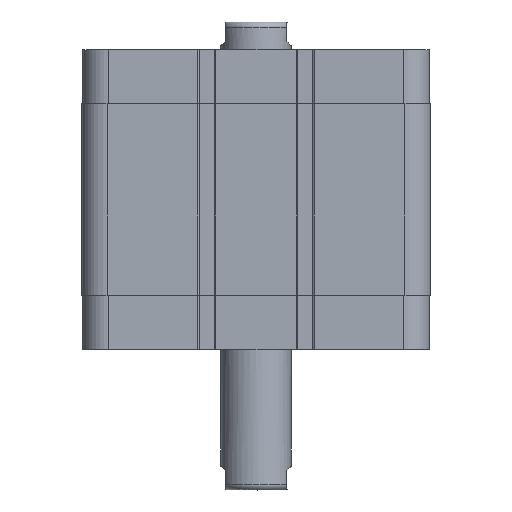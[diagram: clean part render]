
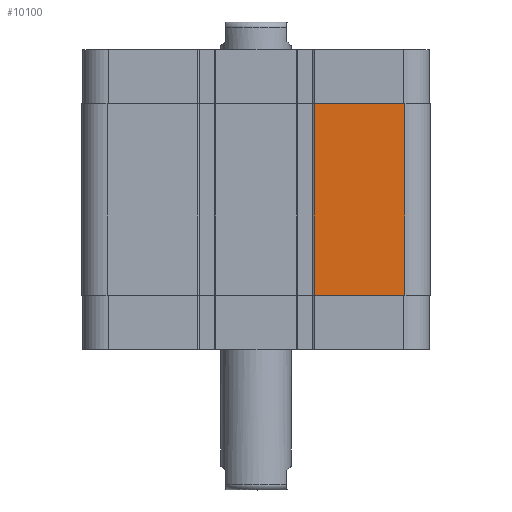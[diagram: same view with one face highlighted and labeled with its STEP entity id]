
A CAD part, top view. The second image highlights one B-rep face of the part: STEP entity #10100.
In plain terms, the highlighted planar face has unit normal (0, 0, 1).
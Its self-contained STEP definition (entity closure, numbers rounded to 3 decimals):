
#6951=CARTESIAN_POINT('',(20.75,34.0,62.));
#6952=VERTEX_POINT('',#6951);
#6960=CARTESIAN_POINT('',(53.,34.0,62.));
#6961=VERTEX_POINT('',#6960);
#6962=CARTESIAN_POINT('',(53.,34.0,62.));
#6963=DIRECTION('',(-1.0,0.0,0.0));
#6964=VECTOR('',#6963,32.25);
#6965=LINE('',#6962,#6964);
#6966=EDGE_CURVE('',#6961,#6952,#6965,.T.);
#9601=CARTESIAN_POINT('',(53.,-34.0,62.));
#9602=VERTEX_POINT('',#9601);
#9610=CARTESIAN_POINT('',(20.75,-34.0,62.));
#9611=VERTEX_POINT('',#9610);
#9612=CARTESIAN_POINT('',(20.75,-34.0,62.));
#9613=DIRECTION('',(1.0,0.0,0.0));
#9614=VECTOR('',#9613,32.25);
#9615=LINE('',#9612,#9614);
#9616=EDGE_CURVE('',#9611,#9602,#9615,.T.);
#10073=CARTESIAN_POINT('',(53.,-34.0,62.));
#10074=DIRECTION('',(0.0,1.0,0.0));
#10075=VECTOR('',#10074,68.0);
#10076=LINE('',#10073,#10075);
#10077=EDGE_CURVE('',#9602,#6961,#10076,.T.);
#10084=CARTESIAN_POINT('',(53.,0.0,62.));
#10085=DIRECTION('',(0.0,0.0,1.0));
#10086=DIRECTION('',(1.0,0.0,0.0));
#10087=AXIS2_PLACEMENT_3D('',#10084,#10085,#10086);
#10088=PLANE('',#10087);
#10089=ORIENTED_EDGE('',*,*,#6966,.T.);
#10090=CARTESIAN_POINT('',(20.75,-34.0,62.));
#10091=DIRECTION('',(0.0,1.0,0.0));
#10092=VECTOR('',#10091,68.0);
#10093=LINE('',#10090,#10092);
#10094=EDGE_CURVE('',#9611,#6952,#10093,.T.);
#10095=ORIENTED_EDGE('',*,*,#10094,.F.);
#10096=ORIENTED_EDGE('',*,*,#9616,.T.);
#10097=ORIENTED_EDGE('',*,*,#10077,.T.);
#10098=EDGE_LOOP('',(#10089,#10095,#10096,#10097));
#10099=FACE_OUTER_BOUND('',#10098,.T.);
#10100=ADVANCED_FACE('',(#10099),#10088,.T.);
